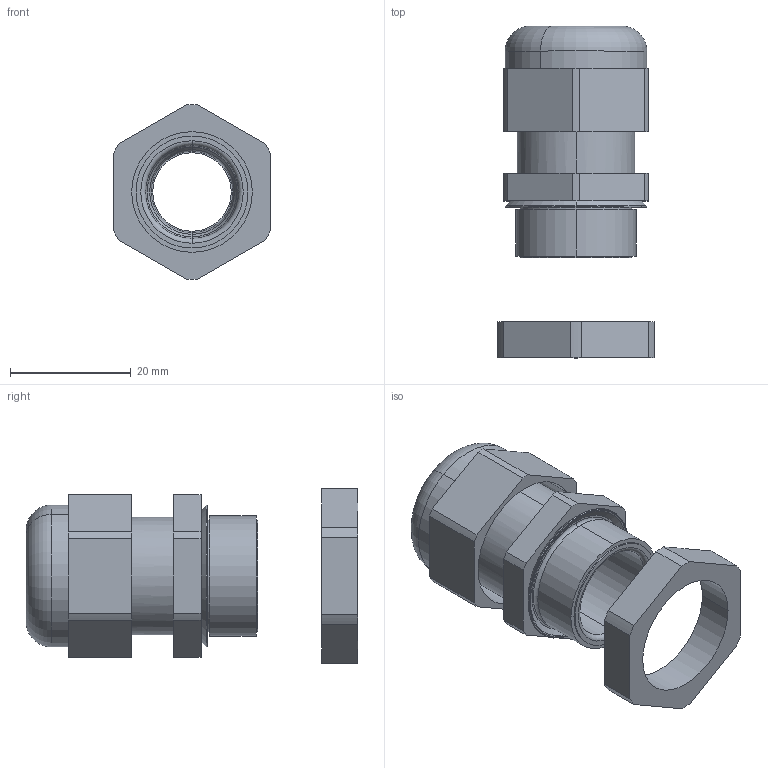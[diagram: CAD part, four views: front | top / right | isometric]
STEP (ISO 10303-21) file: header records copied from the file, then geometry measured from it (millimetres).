
FILE_DESCRIPTION (( 'STEP AP214' ), '1' );
FILE_NAME ('7205660.STP', '2018-02-08T08:53:53', ( '' ), ( '' ), 'SwSTEP 2.0', 'SolidWorks 2016', '' );
FILE_SCHEMA (( 'AUTOMOTIVE_DESIGN' ));
Length unit declared in the file: millimetre
Products named in the file (5): 0062130_M20x1,5 (grafische Darstellung); 0005775_grafische Darstellung; EV501_M20; 0005782_technische Darstellung; 7205660
Assembly tree (4 placements, depth 2):
  7205660
    0005782_technische Darstellung
    EV501_M20
    0005775_grafische Darstellung
    0062130_M20x1,5 (grafische Darstellung)
Bounding box: 26 x 55 x 28.99 mm (x, y, z)
Volume: 9009.7 mm3; surface area: 10191.6 mm2
Topology: 4 solids, 4 shells, 293 faces, 774 edges, 496 vertices
Faces by surface type: plane 117, cylinder 89, torus 62, cone 25
Entity records: 9714 total; most frequent: CARTESIAN_POINT 2348, ORIENTED_EDGE 1548, DIRECTION 1504, EDGE_CURVE 774, AXIS2_PLACEMENT_3D 598, VERTEX_POINT 496, LINE 308, VECTOR 308
